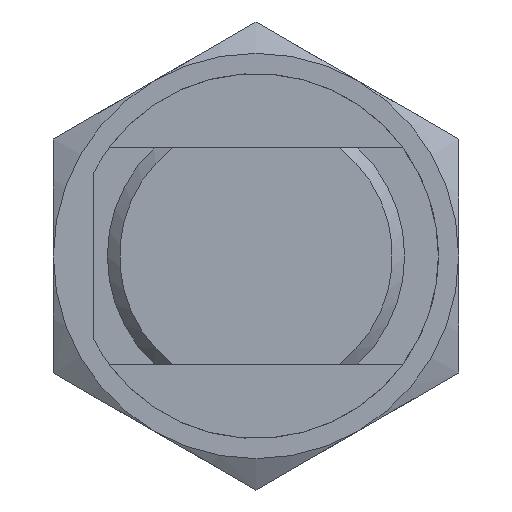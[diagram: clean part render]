
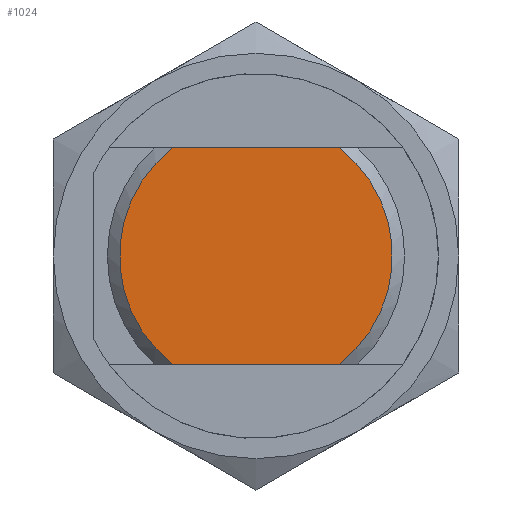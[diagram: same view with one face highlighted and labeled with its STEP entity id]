
A CAD part, front view. The second image highlights one B-rep face of the part: STEP entity #1024.
In plain terms, the highlighted planar face has unit normal (0, -1, 0).
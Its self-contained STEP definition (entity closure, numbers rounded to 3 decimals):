
#112=CARTESIAN_POINT('',(-6.165,0.0,8.0));
#113=VERTEX_POINT('',#112);
#138=CARTESIAN_POINT('',(-6.165,0.0,-8.0));
#139=VERTEX_POINT('',#138);
#153=CARTESIAN_POINT('',(0.0,0.0,0.0));
#154=DIRECTION('',(0.0,1.0,0.0));
#155=DIRECTION('',(-1.0,0.0,0.0));
#156=AXIS2_PLACEMENT_3D('',#153,#154,#155);
#157=CIRCLE('',#156,10.1);
#158=EDGE_CURVE('',#139,#113,#157,.T.);
#201=CARTESIAN_POINT('',(6.165,0.0,8.0));
#202=VERTEX_POINT('',#201);
#203=CARTESIAN_POINT('',(6.165,0.0,8.0));
#204=DIRECTION('',(-1.0,0.0,0.0));
#205=VECTOR('',#204,12.33);
#206=LINE('',#203,#205);
#207=EDGE_CURVE('',#202,#113,#206,.T.);
#290=CARTESIAN_POINT('',(6.165,0.0,-8.0));
#291=VERTEX_POINT('',#290);
#315=CARTESIAN_POINT('',(0.0,0.0,0.0));
#316=DIRECTION('',(0.0,1.0,0.0));
#317=DIRECTION('',(1.0,0.0,0.0));
#318=AXIS2_PLACEMENT_3D('',#315,#316,#317);
#319=CIRCLE('',#318,10.1);
#320=EDGE_CURVE('',#202,#291,#319,.T.);
#397=CARTESIAN_POINT('',(-6.165,0.0,-8.0));
#398=DIRECTION('',(1.0,0.0,0.0));
#399=VECTOR('',#398,12.33);
#400=LINE('',#397,#399);
#401=EDGE_CURVE('',#139,#291,#400,.T.);
#1013=CARTESIAN_POINT('',(-5.5,0.0,0.0));
#1014=DIRECTION('',(0.0,-1.0,0.0));
#1015=DIRECTION('',(0.0,0.0,-1.0));
#1016=AXIS2_PLACEMENT_3D('',#1013,#1014,#1015);
#1017=PLANE('',#1016);
#1018=ORIENTED_EDGE('',*,*,#158,.F.);
#1019=ORIENTED_EDGE('',*,*,#401,.T.);
#1020=ORIENTED_EDGE('',*,*,#320,.F.);
#1021=ORIENTED_EDGE('',*,*,#207,.T.);
#1022=EDGE_LOOP('',(#1018,#1019,#1020,#1021));
#1023=FACE_OUTER_BOUND('',#1022,.T.);
#1024=ADVANCED_FACE('',(#1023),#1017,.T.);
